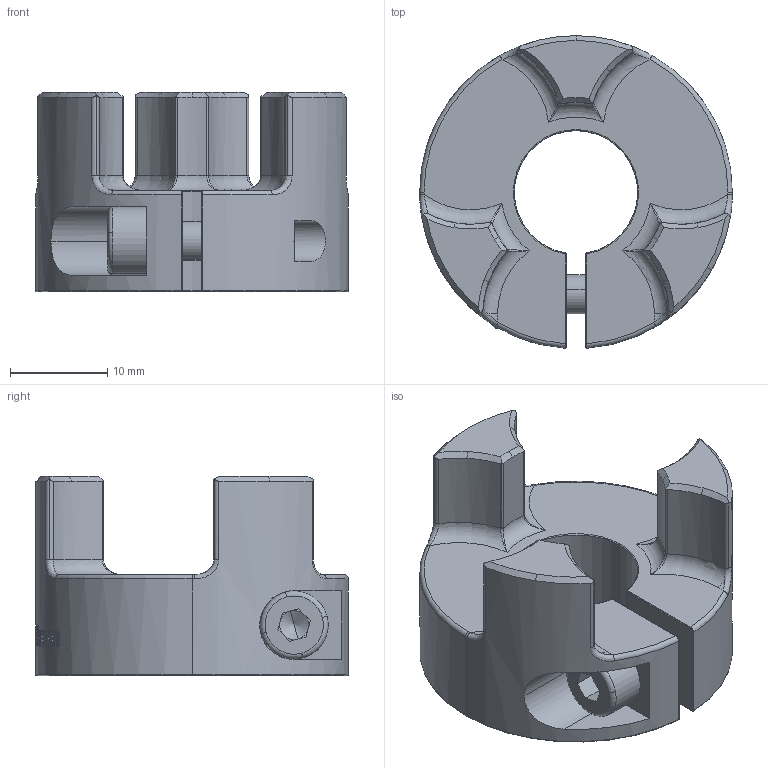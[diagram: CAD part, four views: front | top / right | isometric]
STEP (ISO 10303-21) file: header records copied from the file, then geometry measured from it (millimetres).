
FILE_DESCRIPTION(('HOOPS Exchange Step'),'2;1');
FILE_NAME('export-81B91AB3-2AA3-4F74-9BC4-7905F3893301.stp','2021-09-14T12:02:55+02:00',('User'),('Alibre'),'HOOPS Exchange 2020.1','Alibre','Unknown authorisation');
FILE_SCHEMA( ('AP242_MANAGED_MODEL_BASED_3D_ENGINEERING_MIM_LF {1 0 10303 442 1 1 4 }') );
Length unit declared in the file: millimetre
Products named in the file (3): 4791 HUB ShaftCoupler  DCNC-D32-L32-B12.7mm (1-2“); 813 DIN 912 metric bolts M4x12; 4791 HUB ShaftCoupler DCNC-D32-L32-B12.7mm (1-2“)
Assembly tree (2 placements, depth 2):
  4791 HUB ShaftCoupler DCNC-D32-L32-B12.7mm (1-2“)
    4791 HUB ShaftCoupler  DCNC-D32-L32-B12.7mm (1-2“)
    813 DIN 912 metric bolts M4x12
Bounding box: 32.2 x 32.16 x 20.5 mm (x, y, z)
Volume: 8270 mm3; surface area: 4361.9 mm2
Topology: 2 solids, 2 shells, 326 faces, 875 edges, 555 vertices
Faces by surface type: bspline 103, cylinder 80, plane 79, torus 30, cone 28, sphere 6
Entity records: 24367 total; most frequent: CARTESIAN_POINT 17159, ORIENTED_EDGE 1722, DIRECTION 1116, EDGE_CURVE 861, VERTEX_POINT 555, AXIS2_PLACEMENT_3D 443, B_SPLINE_CURVE_WITH_KNOTS 419, EDGE_LOOP 346
